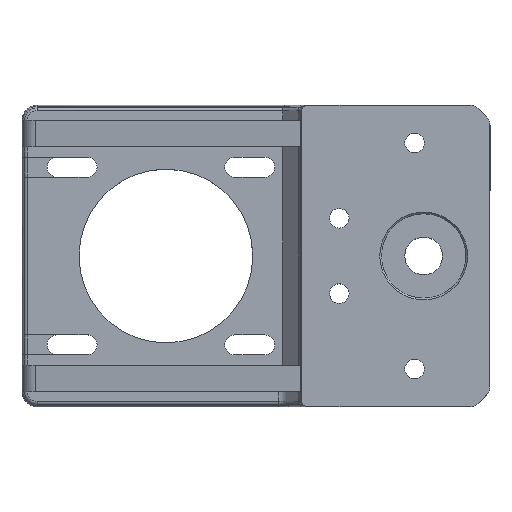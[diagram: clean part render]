
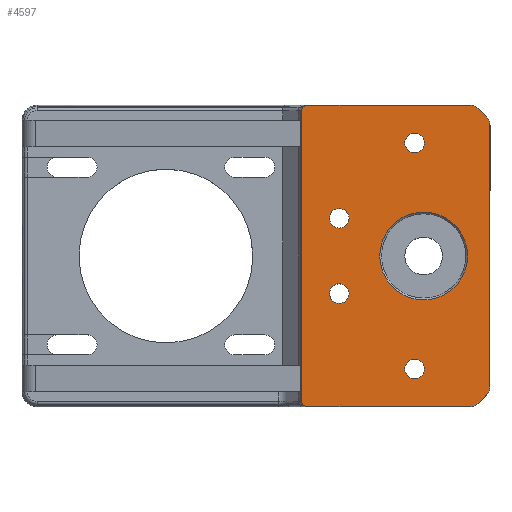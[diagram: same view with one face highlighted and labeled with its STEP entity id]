
A CAD part, top view. The second image highlights one B-rep face of the part: STEP entity #4597.
In plain terms, the highlighted face is planar.
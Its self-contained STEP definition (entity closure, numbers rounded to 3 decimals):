
#52=FACE_BOUND('',#887,.T.);
#53=FACE_BOUND('',#888,.T.);
#54=FACE_BOUND('',#889,.T.);
#55=FACE_BOUND('',#890,.T.);
#56=FACE_BOUND('',#891,.T.);
#359=CIRCLE('',#5009,1.);
#363=CIRCLE('',#5021,3.);
#364=CIRCLE('',#5022,3.);
#365=CIRCLE('',#5023,3.);
#366=CIRCLE('',#5024,3.);
#367=CIRCLE('',#5025,1.);
#368=CIRCLE('',#5026,1.);
#369=CIRCLE('',#5027,1.);
#370=CIRCLE('',#5028,2.6);
#371=CIRCLE('',#5029,2.6);
#372=CIRCLE('',#5030,2.6);
#373=CIRCLE('',#5031,2.6);
#374=CIRCLE('',#5032,11.65);
#601=FACE_OUTER_BOUND('',#886,.T.);
#886=EDGE_LOOP('',(#3760,#3761,#3762,#3763,#3764,#3765,#3766,#3767,#3768,
#3769,#3770,#3771,#3772,#3773,#3774,#3775));
#887=EDGE_LOOP('',(#3776));
#888=EDGE_LOOP('',(#3777));
#889=EDGE_LOOP('',(#3778));
#890=EDGE_LOOP('',(#3779));
#891=EDGE_LOOP('',(#3780));
#1191=LINE('',#7733,#1604);
#1301=LINE('',#8109,#1714);
#1303=LINE('',#8113,#1716);
#1304=LINE('',#8117,#1717);
#1305=LINE('',#8122,#1718);
#1306=LINE('',#8126,#1719);
#1307=LINE('',#8130,#1720);
#1308=LINE('',#8134,#1721);
#1604=VECTOR('',#5721,10.);
#1714=VECTOR('',#6107,10.);
#1716=VECTOR('',#6111,10.);
#1717=VECTOR('',#6114,10.);
#1718=VECTOR('',#6119,10.);
#1719=VECTOR('',#6122,10.);
#1720=VECTOR('',#6125,10.);
#1721=VECTOR('',#6128,10.);
#2025=VERTEX_POINT('',#7729);
#2027=VERTEX_POINT('',#7732);
#2146=VERTEX_POINT('',#8076);
#2147=VERTEX_POINT('',#8077);
#2155=VERTEX_POINT('',#8108);
#2156=VERTEX_POINT('',#8112);
#2157=VERTEX_POINT('',#8114);
#2158=VERTEX_POINT('',#8116);
#2159=VERTEX_POINT('',#8119);
#2160=VERTEX_POINT('',#8121);
#2161=VERTEX_POINT('',#8123);
#2162=VERTEX_POINT('',#8125);
#2163=VERTEX_POINT('',#8127);
#2164=VERTEX_POINT('',#8129);
#2165=VERTEX_POINT('',#8131);
#2166=VERTEX_POINT('',#8133);
#2167=VERTEX_POINT('',#8136);
#2168=VERTEX_POINT('',#8138);
#2169=VERTEX_POINT('',#8140);
#2170=VERTEX_POINT('',#8142);
#2171=VERTEX_POINT('',#8144);
#2544=EDGE_CURVE('',#2027,#2025,#1191,.T.);
#2718=EDGE_CURVE('',#2146,#2147,#359,.T.);
#2734=EDGE_CURVE('',#2147,#2155,#1301,.T.);
#2736=EDGE_CURVE('',#2146,#2156,#1303,.T.);
#2737=EDGE_CURVE('',#2157,#2156,#363,.T.);
#2738=EDGE_CURVE('',#2158,#2157,#1304,.T.);
#2739=EDGE_CURVE('',#2027,#2158,#364,.T.);
#2740=EDGE_CURVE('',#2159,#2025,#365,.T.);
#2741=EDGE_CURVE('',#2160,#2159,#1305,.T.);
#2742=EDGE_CURVE('',#2161,#2160,#366,.T.);
#2743=EDGE_CURVE('',#2161,#2162,#1306,.T.);
#2744=EDGE_CURVE('',#2163,#2162,#367,.T.);
#2745=EDGE_CURVE('',#2164,#2163,#1307,.T.);
#2746=EDGE_CURVE('',#2165,#2164,#368,.T.);
#2747=EDGE_CURVE('',#2166,#2165,#1308,.T.);
#2748=EDGE_CURVE('',#2155,#2166,#369,.T.);
#2749=EDGE_CURVE('',#2167,#2167,#370,.T.);
#2750=EDGE_CURVE('',#2168,#2168,#371,.T.);
#2751=EDGE_CURVE('',#2169,#2169,#372,.T.);
#2752=EDGE_CURVE('',#2170,#2170,#373,.T.);
#2753=EDGE_CURVE('',#2171,#2171,#374,.T.);
#3760=ORIENTED_EDGE('',*,*,#2718,.F.);
#3761=ORIENTED_EDGE('',*,*,#2736,.T.);
#3762=ORIENTED_EDGE('',*,*,#2737,.F.);
#3763=ORIENTED_EDGE('',*,*,#2738,.F.);
#3764=ORIENTED_EDGE('',*,*,#2739,.F.);
#3765=ORIENTED_EDGE('',*,*,#2544,.T.);
#3766=ORIENTED_EDGE('',*,*,#2740,.F.);
#3767=ORIENTED_EDGE('',*,*,#2741,.F.);
#3768=ORIENTED_EDGE('',*,*,#2742,.F.);
#3769=ORIENTED_EDGE('',*,*,#2743,.T.);
#3770=ORIENTED_EDGE('',*,*,#2744,.F.);
#3771=ORIENTED_EDGE('',*,*,#2745,.F.);
#3772=ORIENTED_EDGE('',*,*,#2746,.F.);
#3773=ORIENTED_EDGE('',*,*,#2747,.F.);
#3774=ORIENTED_EDGE('',*,*,#2748,.F.);
#3775=ORIENTED_EDGE('',*,*,#2734,.F.);
#3776=ORIENTED_EDGE('',*,*,#2749,.T.);
#3777=ORIENTED_EDGE('',*,*,#2750,.T.);
#3778=ORIENTED_EDGE('',*,*,#2751,.T.);
#3779=ORIENTED_EDGE('',*,*,#2752,.T.);
#3780=ORIENTED_EDGE('',*,*,#2753,.F.);
#4398=PLANE('',#5020);
#4597=ADVANCED_FACE('',(#601,#52,#53,#54,#55,#56),#4398,.T.);
#5009=AXIS2_PLACEMENT_3D('',#8078,#6073,#6074);
#5020=AXIS2_PLACEMENT_3D('',#8111,#6109,#6110);
#5021=AXIS2_PLACEMENT_3D('',#8115,#6112,#6113);
#5022=AXIS2_PLACEMENT_3D('',#8118,#6115,#6116);
#5023=AXIS2_PLACEMENT_3D('',#8120,#6117,#6118);
#5024=AXIS2_PLACEMENT_3D('',#8124,#6120,#6121);
#5025=AXIS2_PLACEMENT_3D('',#8128,#6123,#6124);
#5026=AXIS2_PLACEMENT_3D('',#8132,#6126,#6127);
#5027=AXIS2_PLACEMENT_3D('',#8135,#6129,#6130);
#5028=AXIS2_PLACEMENT_3D('',#8137,#6131,#6132);
#5029=AXIS2_PLACEMENT_3D('',#8139,#6133,#6134);
#5030=AXIS2_PLACEMENT_3D('',#8141,#6135,#6136);
#5031=AXIS2_PLACEMENT_3D('',#8143,#6137,#6138);
#5032=AXIS2_PLACEMENT_3D('',#8145,#6139,#6140);
#5721=DIRECTION('',(0.,1.,0.));
#6073=DIRECTION('center_axis',(0.,0.,
1.));
#6074=DIRECTION('ref_axis',(0.383,-0.924,0.));
#6107=DIRECTION('',(0.707,0.707,0.));
#6109=DIRECTION('center_axis',(0.,0.,
-1.));
#6110=DIRECTION('ref_axis',(0.,-1.,0.));
#6111=DIRECTION('',(-1.,0.,0.));
#6112=DIRECTION('center_axis',(0.,0.,
1.));
#6113=DIRECTION('ref_axis',(-0.383,-0.924,0.));
#6114=DIRECTION('',(0.707,-0.707,0.));
#6115=DIRECTION('center_axis',(0.,0.,
1.));
#6116=DIRECTION('ref_axis',(-0.924,-0.383,0.));
#6117=DIRECTION('center_axis',(0.,0.,
1.));
#6118=DIRECTION('ref_axis',(-0.924,0.383,0.));
#6119=DIRECTION('',(-0.707,-0.707,0.));
#6120=DIRECTION('center_axis',(0.,0.,
1.));
#6121=DIRECTION('ref_axis',(-0.383,0.924,0.));
#6122=DIRECTION('',(1.,0.,0.));
#6123=DIRECTION('center_axis',(0.,0.,
1.));
#6124=DIRECTION('ref_axis',(0.383,0.924,0.));
#6125=DIRECTION('',(-0.707,0.707,0.));
#6126=DIRECTION('center_axis',(0.,0.,
1.));
#6127=DIRECTION('ref_axis',(0.924,0.383,0.));
#6128=DIRECTION('',(0.,1.,0.));
#6129=DIRECTION('center_axis',(0.,0.,
1.));
#6130=DIRECTION('ref_axis',(0.924,-0.383,0.));
#6131=DIRECTION('center_axis',(0.,0.,
1.));
#6132=DIRECTION('ref_axis',(0.,1.,0.));
#6133=DIRECTION('center_axis',(0.,0.,
1.));
#6134=DIRECTION('ref_axis',(0.,-1.,0.));
#6135=DIRECTION('center_axis',(0.,0.,
1.));
#6136=DIRECTION('ref_axis',(0.,-1.,0.));
#6137=DIRECTION('center_axis',(0.,0.,
1.));
#6138=DIRECTION('ref_axis',(0.,1.,0.));
#6139=DIRECTION('center_axis',(0.,0.,
-1.));
#6140=DIRECTION('ref_axis',(0.,-1.,0.));
#7729=CARTESIAN_POINT('',(-41.2,74.757,22.));
#7732=CARTESIAN_POINT('',(-41.2,5.243,22.));
#7733=CARTESIAN_POINT('',(-41.2,0.,22.));
#8076=CARTESIAN_POINT('',(7.386,0.,22.));
#8077=CARTESIAN_POINT('',(8.093,0.293,22.));
#8078=CARTESIAN_POINT('Origin',(7.386,1.,22.));
#8108=CARTESIAN_POINT('',(8.507,0.707,22.));
#8109=CARTESIAN_POINT('',(8.3,0.5,22.));
#8111=CARTESIAN_POINT('Origin',(8.8,0.,
22.));
#8112=CARTESIAN_POINT('',(-35.957,0.,22.));
#8113=CARTESIAN_POINT('',(8.8,0.,22.));
#8114=CARTESIAN_POINT('',(-38.079,0.879,22.));
#8115=CARTESIAN_POINT('Origin',(-35.957,3.,22.));
#8116=CARTESIAN_POINT('',(-40.321,3.121,22.));
#8117=CARTESIAN_POINT('',(-26.7,-10.5,22.));
#8118=CARTESIAN_POINT('Origin',(-38.2,5.243,22.));
#8119=CARTESIAN_POINT('',(-40.321,76.879,22.));
#8120=CARTESIAN_POINT('Origin',(-38.2,74.757,22.));
#8121=CARTESIAN_POINT('',(-38.079,79.121,22.));
#8122=CARTESIAN_POINT('',(-46.7,70.5,22.));
#8123=CARTESIAN_POINT('',(-35.957,80.,22.));
#8124=CARTESIAN_POINT('Origin',(-35.957,77.,22.));
#8125=CARTESIAN_POINT('',(7.386,80.,22.));
#8126=CARTESIAN_POINT('',(8.8,80.,22.));
#8127=CARTESIAN_POINT('',(8.093,79.707,22.));
#8128=CARTESIAN_POINT('Origin',(7.386,79.,22.));
#8129=CARTESIAN_POINT('',(8.507,79.293,22.));
#8130=CARTESIAN_POINT('',(28.3,59.5,22.));
#8131=CARTESIAN_POINT('',(8.8,78.586,22.));
#8132=CARTESIAN_POINT('Origin',(7.8,78.586,22.));
#8133=CARTESIAN_POINT('',(8.8,1.414,22.));
#8134=CARTESIAN_POINT('',(8.8,0.,22.));
#8135=CARTESIAN_POINT('Origin',(7.8,1.414,22.));
#8136=CARTESIAN_POINT('',(-1.2,32.6,22.));
#8137=CARTESIAN_POINT('Origin',(-1.2,30.,22.));
#8138=CARTESIAN_POINT('',(-1.2,52.6,22.));
#8139=CARTESIAN_POINT('Origin',(-1.2,50.,22.));
#8140=CARTESIAN_POINT('',(-21.2,72.6,22.));
#8141=CARTESIAN_POINT('Origin',(-21.2,70.,22.));
#8142=CARTESIAN_POINT('',(-21.2,12.6,22.));
#8143=CARTESIAN_POINT('Origin',(-21.2,10.,22.));
#8144=CARTESIAN_POINT('',(-23.6,51.65,22.));
#8145=CARTESIAN_POINT('Origin',(-23.6,40.,22.));
